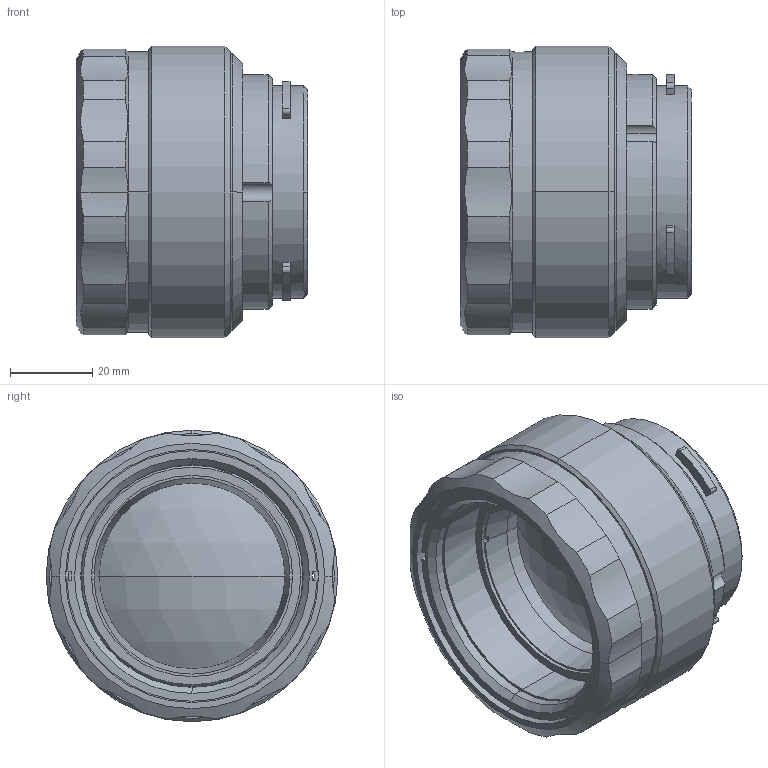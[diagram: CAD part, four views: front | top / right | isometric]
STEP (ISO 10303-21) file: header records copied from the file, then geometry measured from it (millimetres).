
FILE_DESCRIPTION (( 'STEP AP214' ), '1' );
FILE_NAME ('MW05023.STEP', '2016-03-14T08:46:55', ( '' ), ( '' ), 'SwSTEP 2.0', 'SolidWorks 2015', '' );
FILE_SCHEMA (( 'AUTOMOTIVE_DESIGN' ));
Length unit declared in the file: millimetre
Products named in the file (1): MW05023
Bounding box: 56.36 x 71 x 71 mm (x, y, z)
Surface area: 39616.9 mm2 (no closed solid volume)
Topology: 0 solids, 10 shells, 151 faces, 455 edges, 312 vertices
Faces by surface type: cylinder 83, plane 39, cone 23, sphere 4, torus 2
Entity records: 7492 total; most frequent: CARTESIAN_POINT 1654, DIRECTION 904, ORIENTED_EDGE 817, EDGE_CURVE 455, AXIS2_PLACEMENT_3D 364, VERTEX_POINT 312, CIRCLE 212, EDGE_LOOP 178
